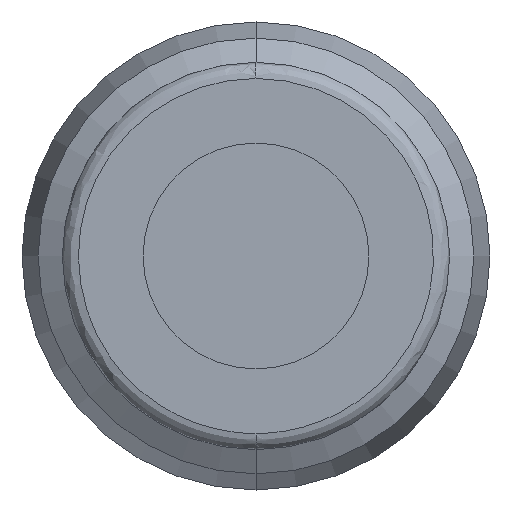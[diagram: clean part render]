
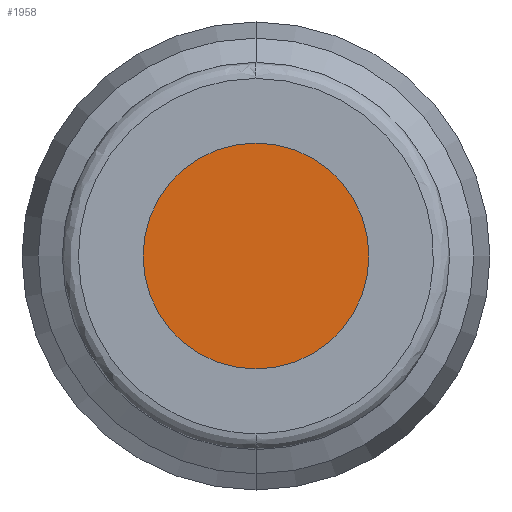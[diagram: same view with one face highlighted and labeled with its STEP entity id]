
A CAD part, front view. The second image highlights one B-rep face of the part: STEP entity #1958.
In plain terms, the highlighted planar face has unit normal (0, -1, 0).
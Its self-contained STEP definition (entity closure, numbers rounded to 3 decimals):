
#274 = CARTESIAN_POINT ( 'NONE',  ( -2.286, -23.157, 14.59 ) ) ;
#332 = DIRECTION ( 'NONE',  ( 0., 0., -1. ) ) ;
#339 = DIRECTION ( 'NONE',  ( 0., 1., 0. ) ) ;
#355 = CARTESIAN_POINT ( 'NONE',  ( -2.286, -23.157, 11.09 ) ) ;
#475 = EDGE_CURVE ( 'NONE', #1901, #1080, #2187, .T. ) ;
#516 = ORIENTED_EDGE ( 'NONE', *, *, #475, .F. ) ;
#517 = ORIENTED_EDGE ( 'NONE', *, *, #602, .F. ) ;
#526 = PLANE ( 'NONE',  #2103 ) ;
#562 = CARTESIAN_POINT ( 'NONE',  ( -5.828, -23.157, 14.632 ) ) ;
#602 = EDGE_CURVE ( 'NONE', #1080, #1901, #2124, .T. ) ;
#623 = DIRECTION ( 'NONE',  ( 0., 0., -1. ) ) ;
#976 = AXIS2_PLACEMENT_3D ( 'NONE', #355, #339, #332 ) ;
#977 = AXIS2_PLACEMENT_3D ( 'NONE', #1130, #1116, #1113 ) ;
#1032 = CARTESIAN_POINT ( 'NONE',  ( -2.286, -23.157, 7.59 ) ) ;
#1080 = VERTEX_POINT ( 'NONE', #1032 ) ;
#1113 = DIRECTION ( 'NONE',  ( 0., 0., -1. ) ) ;
#1116 = DIRECTION ( 'NONE',  ( 0., 1., 0. ) ) ;
#1130 = CARTESIAN_POINT ( 'NONE',  ( -2.286, -23.157, 11.09 ) ) ;
#1490 = FACE_OUTER_BOUND ( 'NONE', #1966, .T. ) ;
#1530 = DIRECTION ( 'NONE',  ( 0., -1., 0. ) ) ;
#1901 = VERTEX_POINT ( 'NONE', #274 ) ;
#1958 = ADVANCED_FACE ( 'NONE', ( #1490 ), #526, .T. ) ;
#1966 = EDGE_LOOP ( 'NONE', ( #517, #516 ) ) ;
#2103 = AXIS2_PLACEMENT_3D ( 'NONE', #562, #1530, #623 ) ;
#2124 = CIRCLE ( 'NONE', #976, 3.5 ) ;
#2187 = CIRCLE ( 'NONE', #977, 3.5 ) ;
